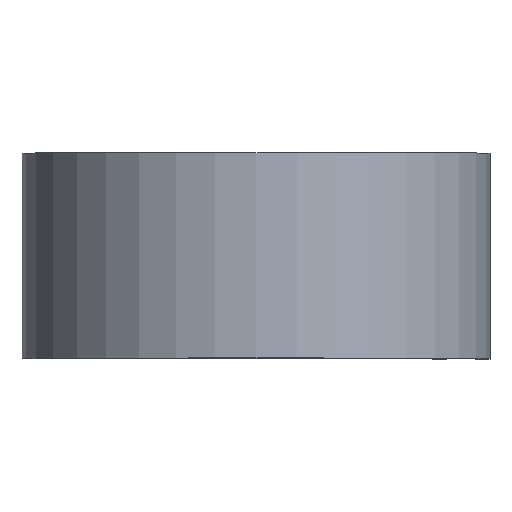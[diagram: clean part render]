
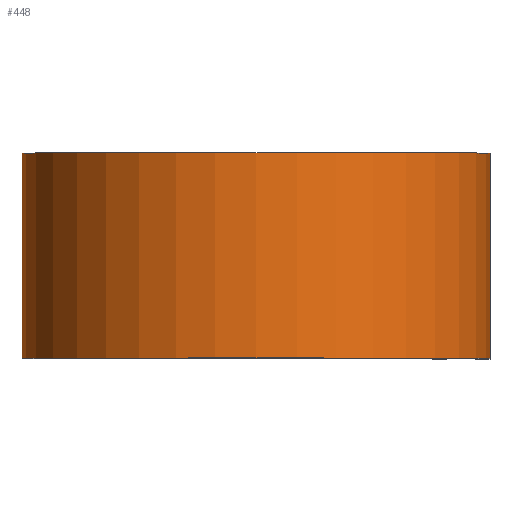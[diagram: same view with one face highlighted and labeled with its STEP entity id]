
A CAD part, top view. The second image highlights one B-rep face of the part: STEP entity #448.
In plain terms, the highlighted cylindrical face has radius 25.337 mm (diameter 50.673 mm), a partial arc.
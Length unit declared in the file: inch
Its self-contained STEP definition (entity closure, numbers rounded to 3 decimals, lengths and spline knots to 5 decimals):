
#74 = FACE_OUTER_BOUND ( 'NONE', #414, .T. ) ;
#84 = CYLINDRICAL_SURFACE ( 'NONE', #608, 0.9975 ) ;
#105 = CIRCLE ( 'NONE', #185, 0.9975 ) ;
#129 = DIRECTION ( 'NONE',  ( 0., 0., -1. ) ) ;
#134 = LINE ( 'NONE', #223, #166 ) ;
#140 = DIRECTION ( 'NONE',  ( 0., -1., 0. ) ) ;
#166 = VECTOR ( 'NONE', #140, 39.37008 ) ;
#175 = CIRCLE ( 'NONE', #474, 0.9975 ) ;
#185 = AXIS2_PLACEMENT_3D ( 'NONE', #371, #370, #363 ) ;
#187 = EDGE_CURVE ( 'NONE', #290, #351, #190, .T. ) ;
#190 = LINE ( 'NONE', #336, #490 ) ;
#199 = DIRECTION ( 'NONE',  ( 1., 0., 0. ) ) ;
#204 = ORIENTED_EDGE ( 'NONE', *, *, #235, .F. ) ;
#213 = CARTESIAN_POINT ( 'NONE',  ( 0., 0.4375, -0.9975 ) ) ;
#223 = CARTESIAN_POINT ( 'NONE',  ( 0.9975, 0.4375, 0. ) ) ;
#235 = EDGE_CURVE ( 'NONE', #290, #344, #175, .T. ) ;
#237 = DIRECTION ( 'NONE',  ( 0., -1., 0. ) ) ;
#249 = DIRECTION ( 'NONE',  ( 0., 1., 0. ) ) ;
#252 = VERTEX_POINT ( 'NONE', #292 ) ;
#253 = DIRECTION ( 'NONE',  ( 0., -1., 0. ) ) ;
#255 = CARTESIAN_POINT ( 'NONE',  ( 0., 0.4375, 0. ) ) ;
#276 = CARTESIAN_POINT ( 'NONE',  ( 0., 0.4375, 0. ) ) ;
#290 = VERTEX_POINT ( 'NONE', #213 ) ;
#292 = CARTESIAN_POINT ( 'NONE',  ( 0.9975, -0.4375, 0. ) ) ;
#336 = CARTESIAN_POINT ( 'NONE',  ( 0., 0.4375, -0.9975 ) ) ;
#339 = ORIENTED_EDGE ( 'NONE', *, *, #187, .T. ) ;
#344 = VERTEX_POINT ( 'NONE', #565 ) ;
#351 = VERTEX_POINT ( 'NONE', #468 ) ;
#363 = DIRECTION ( 'NONE',  ( 1., 0., 0. ) ) ;
#370 = DIRECTION ( 'NONE',  ( 0., 1., 0. ) ) ;
#371 = CARTESIAN_POINT ( 'NONE',  ( 0., -0.4375, 0. ) ) ;
#414 = EDGE_LOOP ( 'NONE', ( #531, #486, #204, #339 ) ) ;
#448 = ADVANCED_FACE ( 'NONE', ( #74 ), #84, .T. ) ;
#468 = CARTESIAN_POINT ( 'NONE',  ( 0., -0.4375, -0.9975 ) ) ;
#474 = AXIS2_PLACEMENT_3D ( 'NONE', #255, #249, #199 ) ;
#486 = ORIENTED_EDGE ( 'NONE', *, *, #597, .F. ) ;
#490 = VECTOR ( 'NONE', #253, 39.37008 ) ;
#507 = EDGE_CURVE ( 'NONE', #351, #252, #105, .T. ) ;
#531 = ORIENTED_EDGE ( 'NONE', *, *, #507, .T. ) ;
#565 = CARTESIAN_POINT ( 'NONE',  ( 0.9975, 0.4375, 0. ) ) ;
#597 = EDGE_CURVE ( 'NONE', #344, #252, #134, .T. ) ;
#608 = AXIS2_PLACEMENT_3D ( 'NONE', #276, #237, #129 ) ;
